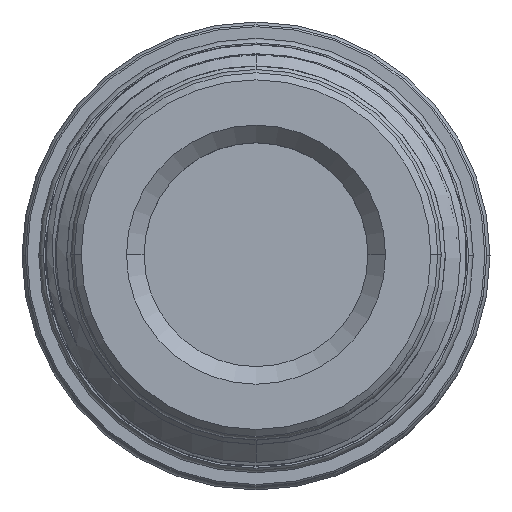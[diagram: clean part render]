
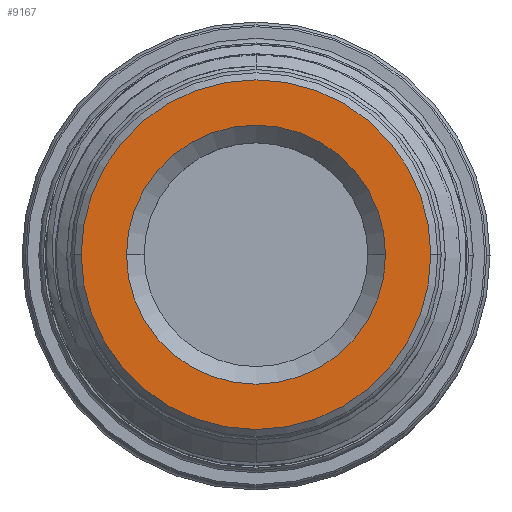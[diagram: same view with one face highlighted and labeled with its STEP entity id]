
A CAD part, top view. The second image highlights one B-rep face of the part: STEP entity #9167.
In plain terms, the highlighted planar face has unit normal (0, 0, 1).
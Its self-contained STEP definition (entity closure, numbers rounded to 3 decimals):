
#831 = CARTESIAN_POINT ( 'NONE',  ( 0., 0., 122.36 ) ) ;
#834 = PLANE ( 'NONE',  #9977 ) ;
#836 = DIRECTION ( 'NONE',  ( 0., 0., -1. ) ) ;
#837 = DIRECTION ( 'NONE',  ( -1., 0., 0. ) ) ;
#2351 = VERTEX_POINT ( 'NONE', #7861 ) ;
#4151 = EDGE_LOOP ( 'NONE', ( #5431, #5432 ) ) ;
#4282 = EDGE_LOOP ( 'NONE', ( #5433, #5434 ) ) ;
#4733 = VERTEX_POINT ( 'NONE', #9524 ) ;
#4734 = VERTEX_POINT ( 'NONE', #9525 ) ;
#4746 = VERTEX_POINT ( 'NONE', #9537 ) ;
#5431 = ORIENTED_EDGE ( 'NONE', *, *, #11226, .T. ) ;
#5432 = ORIENTED_EDGE ( 'NONE', *, *, #10441, .T. ) ;
#5433 = ORIENTED_EDGE ( 'NONE', *, *, #11464, .F. ) ;
#5434 = ORIENTED_EDGE ( 'NONE', *, *, #10647, .F. ) ;
#5759 = FACE_BOUND ( 'NONE', #4151, .T. ) ;
#5775 = FACE_OUTER_BOUND ( 'NONE', #4282, .T. ) ;
#6009 = CIRCLE ( 'NONE', #10285, 14.7 ) ;
#6018 = CIRCLE ( 'NONE', #10294, 19.84 ) ;
#6289 = CIRCLE ( 'NONE', #10092, 14.7 ) ;
#6375 = CIRCLE ( 'NONE', #10135, 19.84 ) ;
#6934 = CARTESIAN_POINT ( 'NONE',  ( 0., 0., 122.36 ) ) ;
#6935 = DIRECTION ( 'NONE',  ( 0., 0., -1. ) ) ;
#6936 = DIRECTION ( 'NONE',  ( -1., 0., 0. ) ) ;
#7487 = CARTESIAN_POINT ( 'NONE',  ( 0., 0., 122.36 ) ) ;
#7488 = DIRECTION ( 'NONE',  ( 0., 0., -1. ) ) ;
#7489 = DIRECTION ( 'NONE',  ( -1., 0., 0. ) ) ;
#7861 = CARTESIAN_POINT ( 'NONE',  ( -14.7, 0., 122.36 ) ) ;
#8274 = CARTESIAN_POINT ( 'NONE',  ( 0., 0., 122.36 ) ) ;
#8275 = DIRECTION ( 'NONE',  ( 0., 0., -1. ) ) ;
#8276 = DIRECTION ( 'NONE',  ( -1., 0., 0. ) ) ;
#8339 = CARTESIAN_POINT ( 'NONE',  ( 0., 0., 122.36 ) ) ;
#8340 = DIRECTION ( 'NONE',  ( 0., 0., -1. ) ) ;
#8341 = DIRECTION ( 'NONE',  ( -1., 0., 0. ) ) ;
#9167 = ADVANCED_FACE ( 'NONE', ( #5759, #5775 ), #834, .F. ) ;
#9524 = CARTESIAN_POINT ( 'NONE',  ( -19.84, 0., 122.36 ) ) ;
#9525 = CARTESIAN_POINT ( 'NONE',  ( 19.84, 0., 122.36 ) ) ;
#9537 = CARTESIAN_POINT ( 'NONE',  ( 14.7, 0., 122.36 ) ) ;
#9977 = AXIS2_PLACEMENT_3D ( 'NONE', #831, #836, #837 ) ;
#10092 = AXIS2_PLACEMENT_3D ( 'NONE', #6934, #6935, #6936 ) ;
#10135 = AXIS2_PLACEMENT_3D ( 'NONE', #7487, #7488, #7489 ) ;
#10285 = AXIS2_PLACEMENT_3D ( 'NONE', #8274, #8275, #8276 ) ;
#10294 = AXIS2_PLACEMENT_3D ( 'NONE', #8339, #8340, #8341 ) ;
#10441 = EDGE_CURVE ( 'NONE', #2351, #4746, #6009, .T. ) ;
#10647 = EDGE_CURVE ( 'NONE', #4734, #4733, #6018, .T. ) ;
#11226 = EDGE_CURVE ( 'NONE', #4746, #2351, #6289, .T. ) ;
#11464 = EDGE_CURVE ( 'NONE', #4733, #4734, #6375, .T. ) ;
